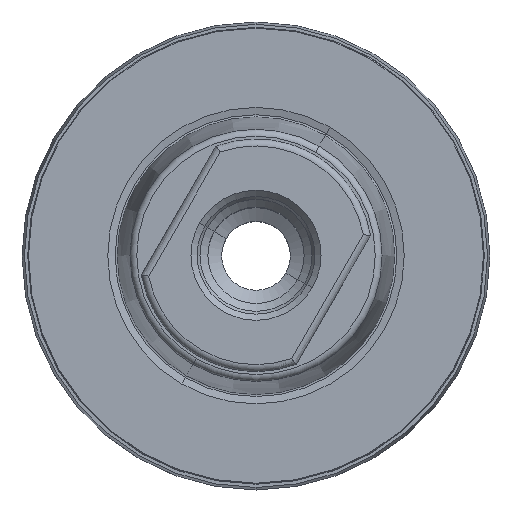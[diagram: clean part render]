
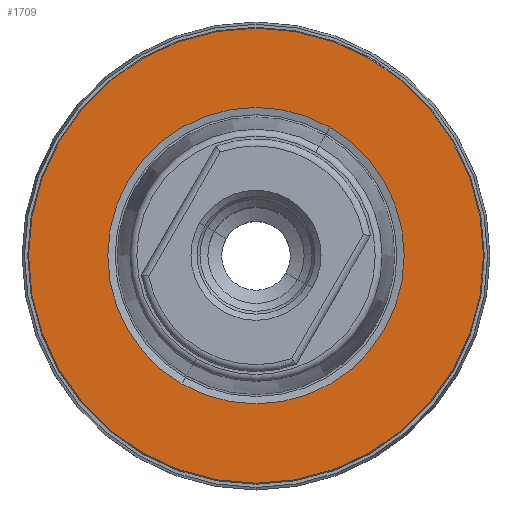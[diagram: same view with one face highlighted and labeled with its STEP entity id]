
A CAD part, top view. The second image highlights one B-rep face of the part: STEP entity #1709.
In plain terms, the highlighted planar face has unit normal (0, 0, 1).
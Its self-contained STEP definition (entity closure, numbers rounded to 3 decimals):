
#510=CARTESIAN_POINT('',(0.,0.,0.));
#511=DIRECTION('',(0.,0.,-1.));
#512=DIRECTION('',(-0.5,-0.866,0.));
#513=AXIS2_PLACEMENT_3D('',#510,#511,#512);
#532=CARTESIAN_POINT('',(0.,0.,0.));
#533=DIRECTION('',(0.,0.,1.));
#534=DIRECTION('',(-0.5,-0.866,0.));
#535=AXIS2_PLACEMENT_3D('',#532,#533,#534);
#540=CARTESIAN_POINT('',(0.,0.,0.));
#541=DIRECTION('',(0.,0.,-1.));
#542=DIRECTION('',(0.,1.,0.));
#543=AXIS2_PLACEMENT_3D('',#540,#541,#542);
#548=CARTESIAN_POINT('',(0.,0.,0.));
#549=DIRECTION('',(0.,0.,-1.));
#550=DIRECTION('',(0.,-1.,0.));
#551=AXIS2_PLACEMENT_3D('',#548,#549,#550);
#1047=CARTESIAN_POINT('',(-5.388,-9.332,0.));
#1049=VERTEX_POINT('',#1047);
#1057=CARTESIAN_POINT('',(5.388,9.332,0.));
#1059=VERTEX_POINT('',#1057);
#1157=CARTESIAN_POINT('',(0.,16.542,0.));
#1158=VERTEX_POINT('',#1157);
#1159=CARTESIAN_POINT('',(0.,-16.542,0.));
#1160=VERTEX_POINT('',#1159);
#1694=CARTESIAN_POINT('',(0.,0.,0.));
#1695=DIRECTION('',(0.,0.,-1.));
#1696=DIRECTION('',(0.5,0.866,0.));
#1697=AXIS2_PLACEMENT_3D('',#1694,#1695,#1696);
#1698=PLANE('',#1697);
#1700=ORIENTED_EDGE('',*,*,#1699,.T.);
#1702=ORIENTED_EDGE('',*,*,#1701,.T.);
#1703=EDGE_LOOP('',(#1700,#1702));
#1704=FACE_OUTER_BOUND('',#1703,.F.);
#1705=ORIENTED_EDGE('',*,*,#1673,.F.);
#1706=ORIENTED_EDGE('',*,*,#1689,.T.);
#1707=EDGE_LOOP('',(#1705,#1706));
#1708=FACE_BOUND('',#1707,.F.);
#514=CIRCLE('',#513,10.776);
#536=CIRCLE('',#535,10.776);
#544=CIRCLE('',#543,16.542);
#552=CIRCLE('',#551,16.542);
#1673=EDGE_CURVE('',#1049,#1059,#514,.T.);
#1689=EDGE_CURVE('',#1049,#1059,#536,.T.);
#1699=EDGE_CURVE('',#1158,#1160,#544,.T.);
#1701=EDGE_CURVE('',#1160,#1158,#552,.T.);
#1709=ADVANCED_FACE('',(#1704,#1708),#1698,.F.);
